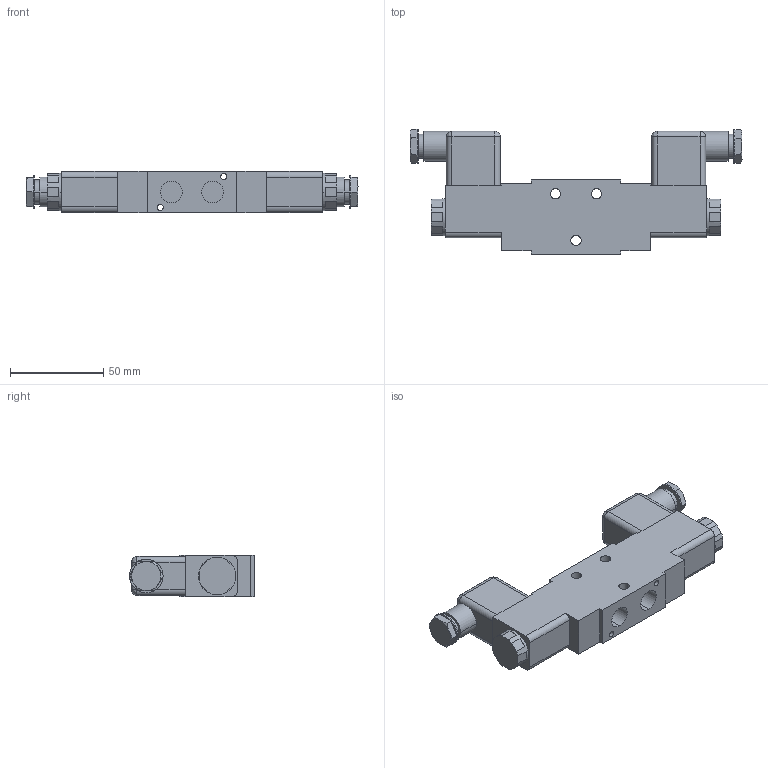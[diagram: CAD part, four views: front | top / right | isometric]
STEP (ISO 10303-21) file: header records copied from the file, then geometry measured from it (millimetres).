
FILE_DESCRIPTION (( 'STEP AP203' ), '1' );
FILE_NAME ('MH.320.701GTT.STEP', '2018-11-22T16:36:01', ( '' ), ( '' ), 'SwSTEP 2.0', 'SolidWorks 2013', '' );
FILE_SCHEMA (( 'CONFIG_CONTROL_DESIGN' ));
Length unit declared in the file: millimetre
Products named in the file (1): MH.320.701GTT
Bounding box: 178 x 67 x 22 mm (x, y, z)
Volume: 144993.4 mm3; surface area: 29581.7 mm2
Topology: 3 solids, 3 shells, 219 faces, 526 edges, 328 vertices
Faces by surface type: plane 127, cylinder 76, cone 8, bspline 8
Entity records: 6623 total; most frequent: CARTESIAN_POINT 1384, DIRECTION 1118, ORIENTED_EDGE 1036, EDGE_CURVE 518, AXIS2_PLACEMENT_3D 416, VERTEX_POINT 328, LINE 286, VECTOR 286
